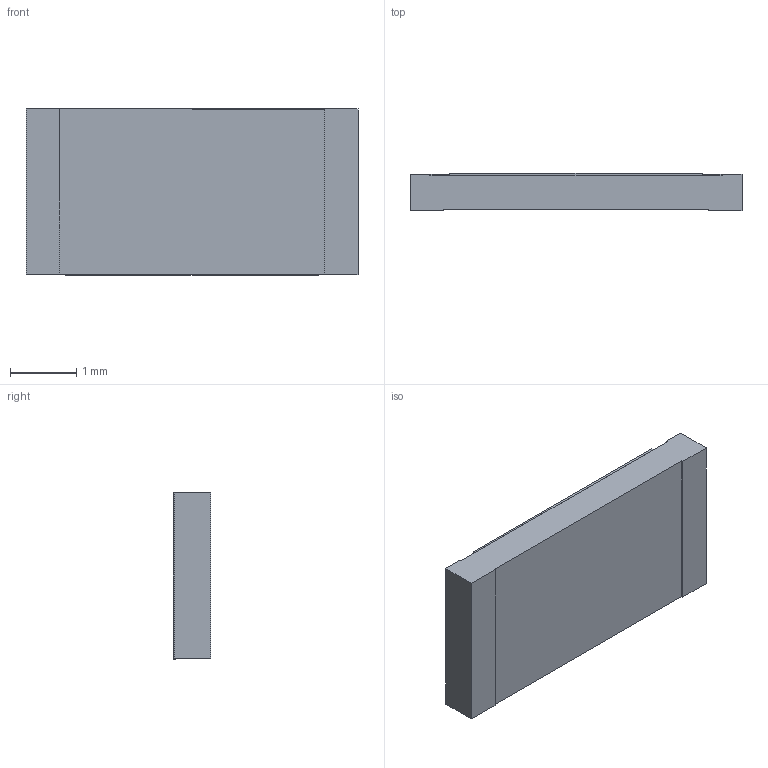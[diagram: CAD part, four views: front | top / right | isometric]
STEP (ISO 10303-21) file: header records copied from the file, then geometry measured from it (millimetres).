
FILE_DESCRIPTION (( 'STEP AP214' ), '1' );
FILE_NAME ('User Library-Chip Resistor_2010 (5025).STEP', '2013-05-24T07:56:53', ( 'Windows User' ), ( '' ), 'SwSTEP 2.0', 'SolidWorks 2013', '' );
FILE_SCHEMA (( 'AUTOMOTIVE_DESIGN' ));
Length unit declared in the file: millimetre
Products named in the file (1): User Library-Chip Resistor_2010 (5025)
Bounding box: 5 x 0.56 x 2.5 mm (x, y, z)
Volume: 6.8 mm3; surface area: 33.4 mm2
Topology: 1 solids, 1 shells, 30 faces, 80 edges, 52 vertices
Faces by surface type: plane 30
Entity records: 1276 total; most frequent: CARTESIAN_POINT 163, ORIENTED_EDGE 160, DIRECTION 142, EDGE_CURVE 80, LINE 80, VECTOR 80, VERTEX_POINT 52, UNCERTAINTY_MEASURE_WITH_UNIT 33
